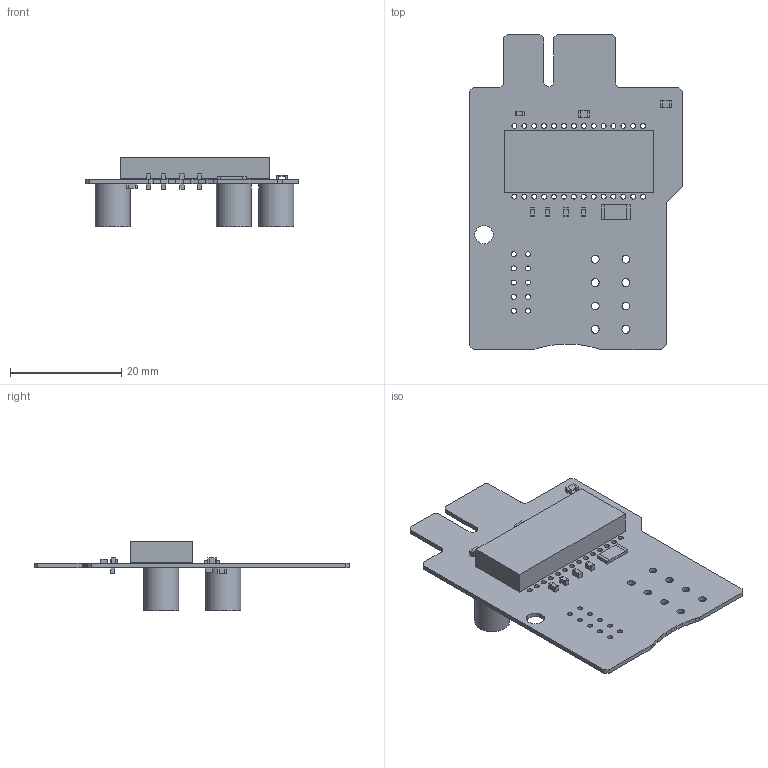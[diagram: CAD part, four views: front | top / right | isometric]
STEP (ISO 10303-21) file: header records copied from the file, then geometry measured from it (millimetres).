
FILE_DESCRIPTION(('Open CASCADE Model'),'2;1');
FILE_NAME('Open CASCADE Shape Model','2016-10-21T00:16:07',('Author'),( 'Open CASCADE'),'Open CASCADE STEP processor 6.5','Open CASCADE 6.5' ,'Unknown');
FILE_SCHEMA(('AUTOMOTIVE_DESIGN { 1 0 10303 214 1 1 1 1 }'));
Length unit declared in the file: millimetre
Products named in the file (50): PCB; Board; R1; 666685328; Extruded; 666685200; C3; 690059680; Cylinder; 666685584; C2; 690051880; 666684944; C1; 690050200; C4; 666682768; 666683152; C5; C6; 666685968; 666685840; C7; 666686224; 666649744; C8; C9; R2; R3; R4; R5; R6; TP2; 666684816; TP4; U1; 666685072
Assembly tree (86 placements, depth 4):
  PCB
    Board
    R1
      666685328
        Extruded
      666685200  x2
        Extruded
    C3
      690059680
        Cylinder
      666685584  x2
        Extruded
    C2
      690051880
        Cylinder
      666684944  x2
        Extruded
    C1
      690050200
        Cylinder
      666685584  x2
        Extruded
    C4
      666682768  x2
        Extruded
      666683152
        Extruded
    C5
      666682768  x2
        Extruded
      666683152
        Extruded
    C6
      666685968
        Extruded
      666685840  x2
        Extruded
    C7
      666686224  x2
        Extruded
      666649744
        Extruded
    C8
      666686224  x2
        Extruded
      666649744
        Extruded
    C9
      666686224  x2
        Extruded
      666649744
        Extruded
    R2
      666686224  x2
        Extruded
      666649744
        Extruded
    R3
      666686224  x2
        Extruded
Bounding box: 38.27 x 56.75 x 12.5 mm (x, y, z)
Volume: 3374.4 mm3; surface area: 5730.9 mm2
Topology: 53 solids, 53 shells, 410 faces, 912 edges, 608 vertices
Faces by surface type: plane 360, cylinder 50
Full cylindrical faces by diameter (mm): 0.9 x38, 1.4 x8, 3.3 x1, 6.3 x3
Entity records: 13461 total; most frequent: CARTESIAN_POINT 2597, DIRECTION 1948, LINE 1198, VECTOR 1198, ORIENTED_EDGE 936, PCURVE 936, DEFINITIONAL_REPRESENTATION 936, EDGE_CURVE 468
